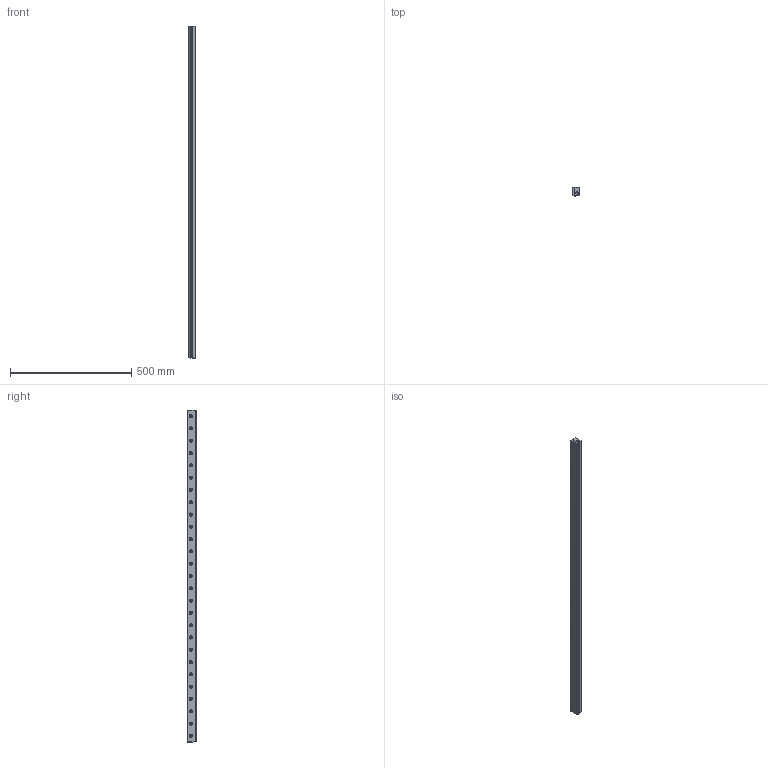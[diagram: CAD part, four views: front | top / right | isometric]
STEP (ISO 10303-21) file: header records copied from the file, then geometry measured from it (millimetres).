
FILE_DESCRIPTION((''),'2;1');
FILE_NAME('110054SS.stp','2013-05-24T13:20:14',('dan preston'),(''),'Autodesk Inventor 2012','Autodesk Inventor 2012','');
FILE_SCHEMA(('AUTOMOTIVE_DESIGN { 1 0 10303 214 1 1 1 1 }'));
Length unit declared in the file: inch
Products named in the file (4): 110054SS; Hexagon Socket Button Head Cap Screw - Inch 1/4 - 20 x 5/8; 110596ss; 110597SS
Assembly tree (29 placements, depth 2):
  110054SS
    Hexagon Socket Button Head Cap Screw - Inch 1/4 - 20 x 5/8  x27
    110596ss
    110597SS
Bounding box: 26.38 x 36.53 x 1371.6 mm (x, y, z)
Volume: 1213006.2 mm3; surface area: 295350.2 mm2
Topology: 29 solids, 29 shells, 591 faces, 1246 edges, 795 vertices
Faces by surface type: plane 313, cylinder 168, cone 56, torus 27, bspline 27
Full cylindrical faces by diameter (mm): 5.159 x27, 6.35 x27, 6.731 x28, 7.144 x27, 11.1 x27, 11.113 x5, 12.7 x27
Entity records: 5352 total; most frequent: DIRECTION 981, CARTESIAN_POINT 845, ORIENTED_EDGE 572, EDGE_LOOP 493, AXIS2_PLACEMENT_3D 468, FACE_BOUND 292, EDGE_CURVE 286, VERTEX_POINT 269
